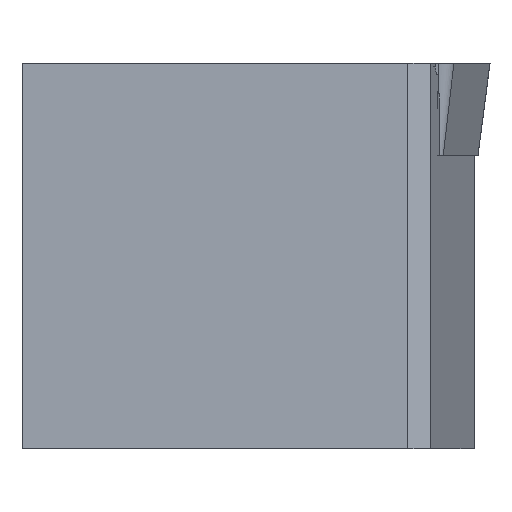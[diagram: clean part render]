
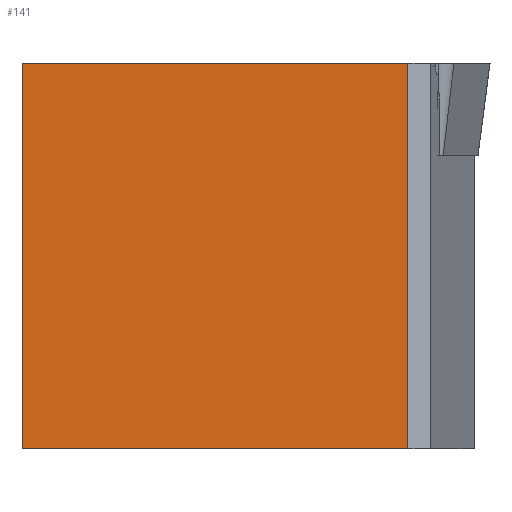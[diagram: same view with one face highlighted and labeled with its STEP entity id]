
A CAD part, front view. The second image highlights one B-rep face of the part: STEP entity #141.
In plain terms, the highlighted planar face has unit normal (0, -1, 0).
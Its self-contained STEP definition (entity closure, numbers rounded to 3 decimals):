
#141=ADVANCED_FACE('',(#201),#174,.T.);
#174=PLANE('',#740);
#201=FACE_OUTER_BOUND('',#238,.T.);
#238=EDGE_LOOP('',(#355,#356,#357,#358));
#355=ORIENTED_EDGE('',*,*,#576,.F.);
#356=ORIENTED_EDGE('',*,*,#577,.F.);
#357=ORIENTED_EDGE('',*,*,#578,.T.);
#358=ORIENTED_EDGE('',*,*,#579,.T.);
#503=VERTEX_POINT('',#1378);
#504=VERTEX_POINT('',#1379);
#505=VERTEX_POINT('',#1381);
#506=VERTEX_POINT('',#1383);
#576=EDGE_CURVE('',#503,#504,#646,.T.);
#577=EDGE_CURVE('',#505,#503,#647,.T.);
#578=EDGE_CURVE('',#505,#506,#648,.T.);
#579=EDGE_CURVE('',#506,#504,#649,.T.);
#646=LINE('',#1377,#697);
#647=LINE('',#1380,#698);
#648=LINE('',#1382,#699);
#649=LINE('',#1384,#700);
#697=VECTOR('',#844,1.);
#698=VECTOR('',#845,1.);
#699=VECTOR('',#846,1.);
#700=VECTOR('',#847,1.);
#740=AXIS2_PLACEMENT_3D('',#1385,#848,#849);
#844=DIRECTION('',(0.,0.,1.));
#845=DIRECTION('',(-1.,0.,0.));
#846=DIRECTION('',(0.,0.,1.));
#847=DIRECTION('',(-1.,0.,0.));
#848=DIRECTION('',(0.,-1.,0.));
#849=DIRECTION('',(0.,0.,-1.));
#1377=CARTESIAN_POINT('',(-12.202,-70.743,-9.98));
#1378=CARTESIAN_POINT('',(-12.202,-70.743,-9.98));
#1379=CARTESIAN_POINT('',(-12.202,-70.743,0.02));
#1380=CARTESIAN_POINT('',(-2.202,-70.743,-9.98));
#1381=CARTESIAN_POINT('',(-2.202,-70.743,-9.98));
#1382=CARTESIAN_POINT('',(-2.202,-70.743,-9.98));
#1383=CARTESIAN_POINT('',(-2.202,-70.743,0.02));
#1384=CARTESIAN_POINT('',(-2.202,-70.743,0.02));
#1385=CARTESIAN_POINT('',(-2.202,-70.743,-9.98));
